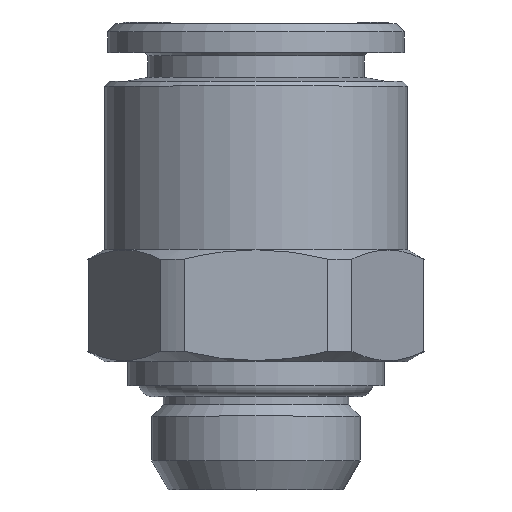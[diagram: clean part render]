
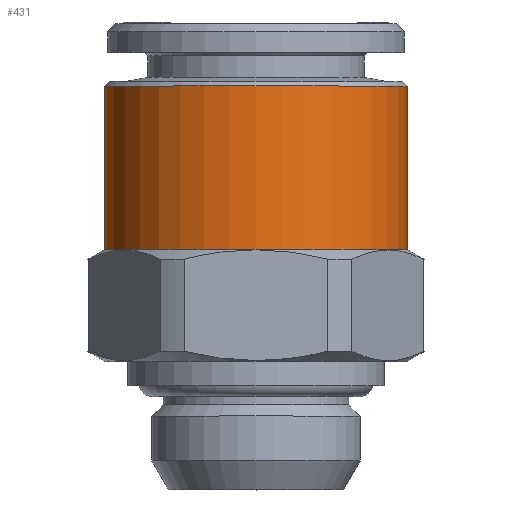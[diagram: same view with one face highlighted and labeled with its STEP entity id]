
A CAD part, top view. The second image highlights one B-rep face of the part: STEP entity #431.
In plain terms, the highlighted cylindrical face has radius 9.45 mm (diameter 18.9 mm), a full revolution.
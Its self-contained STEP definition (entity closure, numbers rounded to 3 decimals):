
#431 = ADVANCED_FACE( 'NONE', ( #921, #922 ), #923, .T. );
#921 = FACE_OUTER_BOUND( '', #2250, .T. );
#922 = FACE_OUTER_BOUND( '', #2251, .T. );
#923 = CYLINDRICAL_SURFACE( '', #2252, 9.45 );
#2250 = EDGE_LOOP( '', ( #3794 ) );
#2251 = EDGE_LOOP( '', ( #3795 ) );
#2252 = AXIS2_PLACEMENT_3D( '', #3796, #3797, #3798 );
#3794 = ORIENTED_EDGE( '', *, *, #4354, .T. );
#3795 = ORIENTED_EDGE( '', *, *, #4627, .F. );
#3796 = CARTESIAN_POINT( '', ( 0., 0., 0. ) );
#3797 = DIRECTION( '', ( 0., -1., 0. ) );
#3798 = DIRECTION( '', ( 0., 0., -1. ) );
#4354 = EDGE_CURVE( 'NONE', #4943, #4943, #4944, .T. );
#4627 = EDGE_CURVE( 'NONE', #5406, #5406, #5407, .T. );
#4943 = VERTEX_POINT( '', #5819 );
#4944 = CIRCLE( '', #5820, 9.45 );
#5406 = VERTEX_POINT( '', #7090 );
#5407 = CIRCLE( '', #7091, 9.45 );
#5819 = CARTESIAN_POINT( '', ( 0., 25.2, -9.45 ) );
#5820 = AXIS2_PLACEMENT_3D( '', #8357, #8358, #8359 );
#7090 = CARTESIAN_POINT( '', ( 0., 15., -9.45 ) );
#7091 = AXIS2_PLACEMENT_3D( '', #8565, #8566, #8567 );
#8357 = CARTESIAN_POINT( '', ( 0., 25.2, 0. ) );
#8358 = DIRECTION( '', ( 0., -1., 0. ) );
#8359 = DIRECTION( '', ( 0., 0., -1. ) );
#8565 = CARTESIAN_POINT( '', ( 0., 15., 0. ) );
#8566 = DIRECTION( '', ( 0., -1., 0. ) );
#8567 = DIRECTION( '', ( 0., 0., -1. ) );
